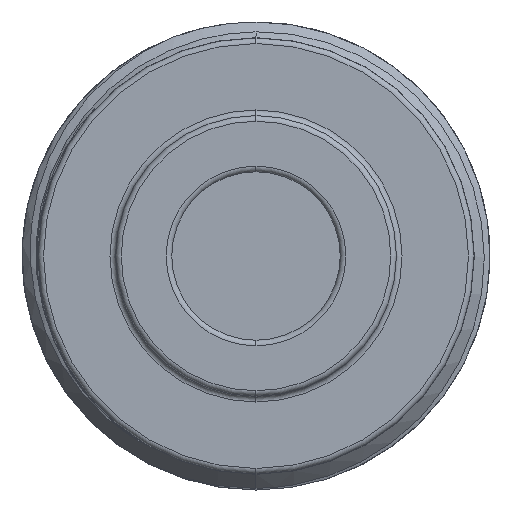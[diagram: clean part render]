
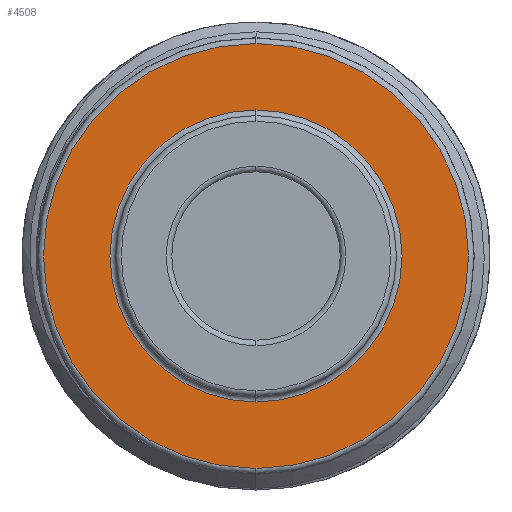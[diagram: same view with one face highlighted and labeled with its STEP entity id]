
A CAD part, front view. The second image highlights one B-rep face of the part: STEP entity #4508.
In plain terms, the highlighted planar face has unit normal (0, -1, 0).
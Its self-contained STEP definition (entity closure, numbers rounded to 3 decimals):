
#201 = DIRECTION ( 'NONE',  ( 0., 1., 0. ) ) ;
#352 = ORIENTED_EDGE ( 'NONE', *, *, #5557, .T. ) ;
#465 = AXIS2_PLACEMENT_3D ( 'NONE', #6533, #2432, #7241 ) ;
#552 = EDGE_CURVE ( 'NONE', #5060, #8763, #4424, .T. ) ;
#673 = CARTESIAN_POINT ( 'NONE',  ( 0., -40.7, 11.35 ) ) ;
#1411 = AXIS2_PLACEMENT_3D ( 'NONE', #6835, #2725, #7528 ) ;
#2432 = DIRECTION ( 'NONE',  ( 0., 1., 0. ) ) ;
#2725 = DIRECTION ( 'NONE',  ( 0., -1., 0. ) ) ;
#3235 = CARTESIAN_POINT ( 'NONE',  ( 0., -40.7, -11.35 ) ) ;
#3471 = ORIENTED_EDGE ( 'NONE', *, *, #552, .T. ) ;
#3478 = PLANE ( 'NONE',  #7763 ) ;
#3659 = CIRCLE ( 'NONE', #1411, 11.35 ) ;
#3695 = FACE_OUTER_BOUND ( 'NONE', #8552, .T. ) ;
#3950 = CARTESIAN_POINT ( 'NONE',  ( 0., -40.7, 7.8 ) ) ;
#4163 = DIRECTION ( 'NONE',  ( 0., -1., 0. ) ) ;
#4376 = CARTESIAN_POINT ( 'NONE',  ( 0., -40.7, 0. ) ) ;
#4424 = CIRCLE ( 'NONE', #7190, 11.35 ) ;
#4508 = ADVANCED_FACE ( 'NONE', ( #8693, #3695 ), #3478, .T. ) ;
#4856 = AXIS2_PLACEMENT_3D ( 'NONE', #4376, #201, #5070 ) ;
#4939 = CIRCLE ( 'NONE', #465, 7.8 ) ;
#5042 = ORIENTED_EDGE ( 'NONE', *, *, #7524, .T. ) ;
#5060 = VERTEX_POINT ( 'NONE', #3235 ) ;
#5070 = DIRECTION ( 'NONE',  ( 0., 0., -1. ) ) ;
#5557 = EDGE_CURVE ( 'NONE', #6264, #5725, #4939, .T. ) ;
#5585 = EDGE_LOOP ( 'NONE', ( #352, #5042 ) ) ;
#5657 = CIRCLE ( 'NONE', #4856, 7.8 ) ;
#5725 = VERTEX_POINT ( 'NONE', #3950 ) ;
#5771 = CARTESIAN_POINT ( 'NONE',  ( 0., -40.7, 0. ) ) ;
#5811 = DIRECTION ( 'NONE',  ( 0., 0., -1. ) ) ;
#5971 = EDGE_CURVE ( 'NONE', #8763, #5060, #3659, .T. ) ;
#6264 = VERTEX_POINT ( 'NONE', #6945 ) ;
#6526 = DIRECTION ( 'NONE',  ( 0., -1., 0. ) ) ;
#6533 = CARTESIAN_POINT ( 'NONE',  ( 0., -40.7, 0. ) ) ;
#6835 = CARTESIAN_POINT ( 'NONE',  ( 0., -40.7, 0. ) ) ;
#6870 = CARTESIAN_POINT ( 'NONE',  ( 0., -40.7, 0. ) ) ;
#6945 = CARTESIAN_POINT ( 'NONE',  ( 0., -40.7, -7.8 ) ) ;
#7190 = AXIS2_PLACEMENT_3D ( 'NONE', #5771, #6526, #5811 ) ;
#7241 = DIRECTION ( 'NONE',  ( 0., 0., -1. ) ) ;
#7475 = ORIENTED_EDGE ( 'NONE', *, *, #5971, .T. ) ;
#7524 = EDGE_CURVE ( 'NONE', #5725, #6264, #5657, .T. ) ;
#7528 = DIRECTION ( 'NONE',  ( 0., 0., -1. ) ) ;
#7763 = AXIS2_PLACEMENT_3D ( 'NONE', #6870, #4163, #8925 ) ;
#8552 = EDGE_LOOP ( 'NONE', ( #3471, #7475 ) ) ;
#8693 = FACE_BOUND ( 'NONE', #5585, .T. ) ;
#8763 = VERTEX_POINT ( 'NONE', #673 ) ;
#8925 = DIRECTION ( 'NONE',  ( 0., 0., -1. ) ) ;
